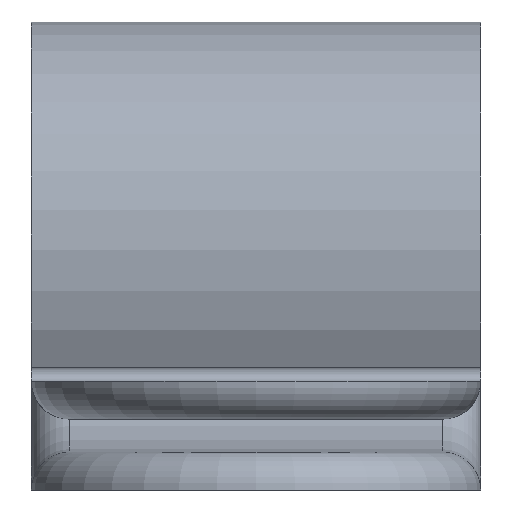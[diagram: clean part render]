
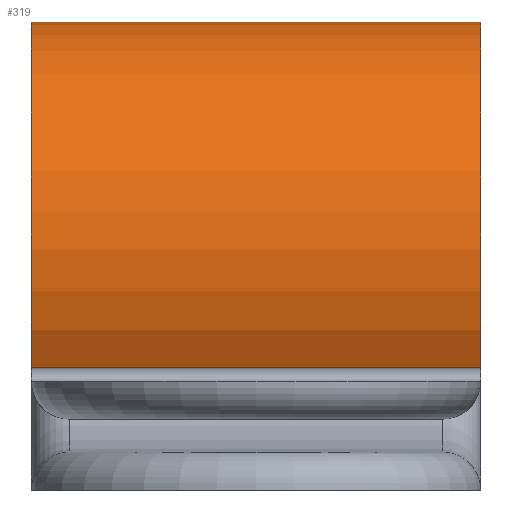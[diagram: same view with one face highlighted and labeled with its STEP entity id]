
A CAD part, left-side view. The second image highlights one B-rep face of the part: STEP entity #319.
In plain terms, the highlighted cylindrical face has radius 4.95 mm (diameter 9.9 mm), a partial arc.
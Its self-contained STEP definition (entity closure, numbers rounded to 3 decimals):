
#33=CYLINDRICAL_SURFACE('',#364,4.95);
#52=CIRCLE('',#365,4.95);
#53=CIRCLE('',#366,4.95);
#96=ORIENTED_EDGE('',*,*,#180,.F.);
#97=ORIENTED_EDGE('',*,*,#179,.F.);
#98=ORIENTED_EDGE('',*,*,#181,.T.);
#99=ORIENTED_EDGE('',*,*,#167,.T.);
#167=EDGE_CURVE('',#212,#211,#232,.T.);
#179=EDGE_CURVE('',#219,#218,#235,.T.);
#180=EDGE_CURVE('',#218,#211,#52,.T.);
#181=EDGE_CURVE('',#219,#212,#53,.T.);
#211=VERTEX_POINT('',#528);
#212=VERTEX_POINT('',#530);
#218=VERTEX_POINT('',#561);
#219=VERTEX_POINT('',#563);
#232=LINE('',#529,#248);
#235=LINE('',#564,#251);
#248=VECTOR('',#421,1000.);
#251=VECTOR('',#440,1000.);
#265=EDGE_LOOP('',(#96,#97,#98,#99));
#291=FACE_BOUND('',#265,.T.);
#319=ADVANCED_FACE('',(#291),#33,.T.);
#364=AXIS2_PLACEMENT_3D('',#565,#441,#442);
#365=AXIS2_PLACEMENT_3D('',#566,#443,#444);
#366=AXIS2_PLACEMENT_3D('',#567,#445,#446);
#421=DIRECTION('',(0.,1.,0.));
#440=DIRECTION('',(0.,1.,0.));
#441=DIRECTION('',(0.,1.,0.));
#442=DIRECTION('',(0.,0.,1.));
#443=DIRECTION('',(0.,1.,0.));
#444=DIRECTION('',(-1.,0.,0.));
#445=DIRECTION('',(0.,1.,0.));
#446=DIRECTION('',(-1.,0.,0.));
#528=CARTESIAN_POINT('',(0.,4.75,0.));
#529=CARTESIAN_POINT('',(0.,-4.75,0.));
#530=CARTESIAN_POINT('',(0.,-4.75,0.));
#561=CARTESIAN_POINT('',(-4.354,4.75,2.595));
#563=CARTESIAN_POINT('',(-4.354,-4.75,2.595));
#564=CARTESIAN_POINT('',(-4.354,-4.75,2.595));
#565=CARTESIAN_POINT('',(0.,-4.75,4.95));
#566=CARTESIAN_POINT('',(0.,4.75,4.95));
#567=CARTESIAN_POINT('',(0.,-4.75,4.95));
